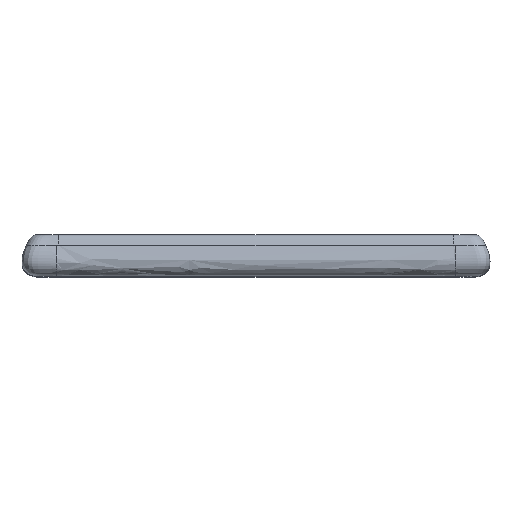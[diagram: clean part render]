
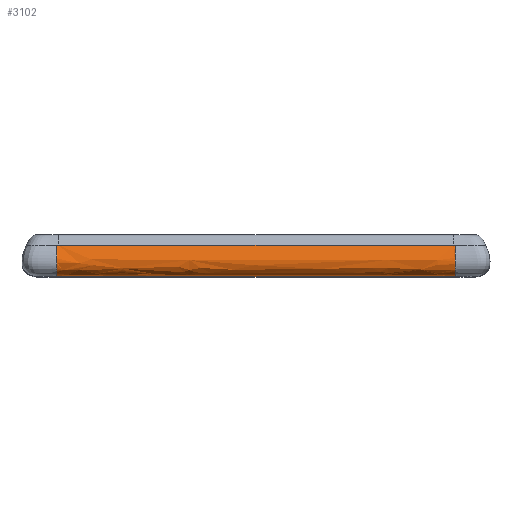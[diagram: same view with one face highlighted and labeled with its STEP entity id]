
A CAD part, top view. The second image highlights one B-rep face of the part: STEP entity #3102.
In plain terms, the highlighted free-form (B-spline) face has degree [3, 1] with [5, 2] control points.
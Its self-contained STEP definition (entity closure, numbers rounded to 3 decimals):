
#151 = B_SPLINE_CURVE_WITH_KNOTS ( 'NONE', 3,
 ( #188, #10281, #11406, #4701, #12532 ),
 .UNSPECIFIED., .F., .F.,
 ( 4, 1, 4 ),
 ( 0.103, 0.95, 0.97 ),
 .UNSPECIFIED. ) ;
#188 = CARTESIAN_POINT ( 'NONE',  ( -7.6, 3., 44.957 ) ) ;
#278 = EDGE_CURVE ( 'NONE', #11973, #914, #12681, .T. ) ;
#686 = CARTESIAN_POINT ( 'NONE',  ( -7.6, 0.017, 44.692 ) ) ;
#728 = ORIENTED_EDGE ( 'NONE', *, *, #7862, .F. ) ;
#733 = CARTESIAN_POINT ( 'NONE',  ( -7.6, 3., 44.956 ) ) ;
#874 = EDGE_LOOP ( 'NONE', ( #11760, #3064, #9358, #5306, #728, #2871 ) ) ;
#914 = VERTEX_POINT ( 'NONE', #13371 ) ;
#1109 = FACE_OUTER_BOUND ( 'NONE', #874, .T. ) ;
#1119 = EDGE_CURVE ( 'NONE', #2464, #914, #151, .T. ) ;
#1700 = CARTESIAN_POINT ( 'NONE',  ( 30.6, 1.237, 45.403 ) ) ;
#1808 = CARTESIAN_POINT ( 'NONE',  ( 30.6, 0.402, 45.004 ) ) ;
#1846 = CARTESIAN_POINT ( 'NONE',  ( -7.4, 3., 44.956 ) ) ;
#1861 = CARTESIAN_POINT ( 'NONE',  ( 30.6, 0.143, 44.56 ) ) ;
#1906 = CARTESIAN_POINT ( 'NONE',  ( 30.6, 1.751, 45.381 ) ) ;
#2342 = CARTESIAN_POINT ( 'NONE',  ( -7.6, 3., 44.957 ) ) ;
#2464 = VERTEX_POINT ( 'NONE', #2342 ) ;
#2627 = CARTESIAN_POINT ( 'NONE',  ( -7.4, 3., 44.956 ) ) ;
#2871 = ORIENTED_EDGE ( 'NONE', *, *, #1119, .T. ) ;
#2929 = CARTESIAN_POINT ( 'NONE',  ( -7.6, 0.517, 46.145 ) ) ;
#3039 = CARTESIAN_POINT ( 'NONE',  ( 30.6, 2.432, 45.198 ) ) ;
#3064 = ORIENTED_EDGE ( 'NONE', *, *, #7470, .F. ) ;
#3076 = CARTESIAN_POINT ( 'NONE',  ( 30.4, 3., 44.956 ) ) ;
#3102 = ADVANCED_FACE ( 'NONE', ( #1109 ), #10534, .T. ) ;
#3216 = CARTESIAN_POINT ( 'NONE',  ( -7.6, 0., 43.7 ) ) ;
#3649 = CARTESIAN_POINT ( 'NONE',  ( -7.584, 3., 44.956 ) ) ;
#3692 = CARTESIAN_POINT ( 'NONE',  ( -7.567, 3., 44.956 ) ) ;
#3836 = CARTESIAN_POINT ( 'NONE',  ( -7.6, 3., 44.957 ) ) ;
#3967 = CARTESIAN_POINT ( 'NONE',  ( 30.6, 0.197, 44.685 ) ) ;
#4017 = CARTESIAN_POINT ( 'NONE',  ( 30.6, 1.076, 45.381 ) ) ;
#4119 = CARTESIAN_POINT ( 'NONE',  ( 30.6, 3., 44.956 ) ) ;
#4610 = LINE ( 'NONE', #1846, #13195 ) ;
#4701 = CARTESIAN_POINT ( 'NONE',  ( -7.6, 0.001, 43.722 ) ) ;
#4779 = CARTESIAN_POINT ( 'NONE',  ( -7.533, 3., 44.956 ) ) ;
#5096 = CARTESIAN_POINT ( 'NONE',  ( 30.6, 2.596, 45.135 ) ) ;
#5152 = CARTESIAN_POINT ( 'NONE',  ( 30.6, 2.265, 45.255 ) ) ;
#5206 = CARTESIAN_POINT ( 'NONE',  ( 30.6, 0.002, 43.796 ) ) ;
#5306 = ORIENTED_EDGE ( 'NONE', *, *, #12383, .F. ) ;
#5352 = VERTEX_POINT ( 'NONE', #10748 ) ;
#6169 = CARTESIAN_POINT ( 'NONE',  ( 30.6, 2.786, 45.056 ) ) ;
#6267 = CARTESIAN_POINT ( 'NONE',  ( 30.6, 0.001, 43.722 ) ) ;
#6274 = CARTESIAN_POINT ( 'NONE',  ( 30.6, 0.026, 44.087 ) ) ;
#6582 = CARTESIAN_POINT ( 'NONE',  ( 30.6, 0., 43.7 ) ) ;
#7006 = VERTEX_POINT ( 'NONE', #2627 ) ;
#7285 = CARTESIAN_POINT ( 'NONE',  ( 30.6, 1.925, 45.348 ) ) ;
#7384 = CARTESIAN_POINT ( 'NONE',  ( 30.6, 0.289, 44.851 ) ) ;
#7470 = EDGE_CURVE ( 'NONE', #5352, #11973, #8092, .T. ) ;
#7488 = CARTESIAN_POINT ( 'NONE',  ( 30.6, 2.92, 44.995 ) ) ;
#7519 = CARTESIAN_POINT ( 'NONE',  ( 30.6, 3., 44.957 ) ) ;
#7862 = EDGE_CURVE ( 'NONE', #2464, #7006, #10091, .T. ) ;
#8092 = B_SPLINE_CURVE_WITH_KNOTS ( 'NONE', 3,
 ( #12014, #7488, #6169, #5096, #3039, #5152, #13995, #7285, #1906, #8408, #8569, #11804, #11858, #1700, #14103, #4017, #8520, #14151, #8619, #11956, #1808, #9601, #7384, #9549, #3967, #1861, #13081, #12975, #6274, #12923, #5206, #14198, #9651 ),
 .UNSPECIFIED., .F., .F.,
 ( 4, 1, 1, 1, 1, 1, 1, 1, 1, 1, 1, 1, 1, 1, 1, 1, 1, 1, 1, 1, 1, 1, 1, 1, 1, 1, 1, 1, 1, 1, 4 ),
 ( 0.211, 0.26, 0.293, 0.325, 0.358, 0.39, 0.423, 0.455, 0.488, 0.504, 0.52, 0.535, 0.55, 0.565, 0.58, 0.595, 0.61, 0.64, 0.7, 0.73, 0.745, 0.76, 0.775, 0.79, 0.82, 0.85, 0.88, 0.91, 0.94, 0.97, 0.982 ),
 .UNSPECIFIED. ) ;
#8232 = CARTESIAN_POINT ( 'NONE',  ( -7.45, 3., 44.956 ) ) ;
#8408 = CARTESIAN_POINT ( 'NONE',  ( 30.6, 1.605, 45.399 ) ) ;
#8520 = CARTESIAN_POINT ( 'NONE',  ( 30.6, 0.997, 45.364 ) ) ;
#8569 = CARTESIAN_POINT ( 'NONE',  ( 30.6, 1.488, 45.407 ) ) ;
#8619 = CARTESIAN_POINT ( 'NONE',  ( 30.6, 0.715, 45.264 ) ) ;
#9358 = ORIENTED_EDGE ( 'NONE', *, *, #9824, .T. ) ;
#9549 = CARTESIAN_POINT ( 'NONE',  ( 30.6, 0.247, 44.781 ) ) ;
#9593 = CARTESIAN_POINT ( 'NONE',  ( 30.6, 0., 43.7 ) ) ;
#9601 = CARTESIAN_POINT ( 'NONE',  ( 30.6, 0.335, 44.918 ) ) ;
#9651 = CARTESIAN_POINT ( 'NONE',  ( 30.6, 0., 43.7 ) ) ;
#9824 = EDGE_CURVE ( 'NONE', #5352, #10196, #14013, .T. ) ;
#10091 = B_SPLINE_CURVE_WITH_KNOTS ( 'NONE', 3,
 ( #3836, #3649, #3692, #4779, #11487, #8232, #13821, #12608 ),
 .UNSPECIFIED., .F., .F.,
 ( 4, 1, 1, 1, 1, 4 ),
 ( 0., 0.239, 0.25, 0.5, 0.75, 1. ),
 .UNSPECIFIED. ) ;
#10196 = VERTEX_POINT ( 'NONE', #10353 ) ;
#10281 = CARTESIAN_POINT ( 'NONE',  ( -7.6, 0.517, 46.145 ) ) ;
#10353 = CARTESIAN_POINT ( 'NONE',  ( 30.4, 3., 44.956 ) ) ;
#10534 = B_SPLINE_SURFACE_WITH_KNOTS ( 'NONE', 3, 1, ( 
 ( #14040, #9593 ),
 ( #12967, #6267 ),
 ( #686, #14096 ),
 ( #2929, #14144 ),
 ( #733, #4119 ) ),
 .UNSPECIFIED., .F., .F., .F.,
 ( 4, 1, 4 ),
 ( 2, 2 ),
 ( 0., 0.02, 0.867 ),
 ( 0., 1. ),
 .UNSPECIFIED. ) ;
#10748 = CARTESIAN_POINT ( 'NONE',  ( 30.6, 3., 44.957 ) ) ;
#11298 = DIRECTION ( 'NONE',  ( -1., 0., 0. ) ) ;
#11310 = VECTOR ( 'NONE', #11298, 1000. ) ;
#11406 = CARTESIAN_POINT ( 'NONE',  ( -7.6, 0.017, 44.692 ) ) ;
#11487 = CARTESIAN_POINT ( 'NONE',  ( -7.499, 3., 44.956 ) ) ;
#11760 = ORIENTED_EDGE ( 'NONE', *, *, #278, .F. ) ;
#11804 = CARTESIAN_POINT ( 'NONE',  ( 30.6, 1.402, 45.41 ) ) ;
#11858 = CARTESIAN_POINT ( 'NONE',  ( 30.6, 1.319, 45.408 ) ) ;
#11939 = DIRECTION ( 'NONE',  ( 1., 0., 0. ) ) ;
#11956 = CARTESIAN_POINT ( 'NONE',  ( 30.6, 0.533, 45.142 ) ) ;
#11973 = VERTEX_POINT ( 'NONE', #6582 ) ;
#12014 = CARTESIAN_POINT ( 'NONE',  ( 30.6, 3., 44.957 ) ) ;
#12383 = EDGE_CURVE ( 'NONE', #7006, #10196, #4610, .T. ) ;
#12532 = CARTESIAN_POINT ( 'NONE',  ( -7.6, 0., 43.7 ) ) ;
#12608 = CARTESIAN_POINT ( 'NONE',  ( -7.4, 3., 44.956 ) ) ;
#12681 = LINE ( 'NONE', #3216, #11310 ) ;
#12923 = CARTESIAN_POINT ( 'NONE',  ( 30.6, 0.009, 43.925 ) ) ;
#12967 = CARTESIAN_POINT ( 'NONE',  ( -7.6, 0.001, 43.722 ) ) ;
#12975 = CARTESIAN_POINT ( 'NONE',  ( 30.6, 0.054, 44.248 ) ) ;
#13081 = CARTESIAN_POINT ( 'NONE',  ( 30.6, 0.093, 44.406 ) ) ;
#13195 = VECTOR ( 'NONE', #11939, 1000. ) ;
#13371 = CARTESIAN_POINT ( 'NONE',  ( -7.6, 0., 43.7 ) ) ;
#13821 = CARTESIAN_POINT ( 'NONE',  ( -7.417, 3., 44.956 ) ) ;
#13995 = CARTESIAN_POINT ( 'NONE',  ( 30.6, 2.096, 45.305 ) ) ;
#14013 = B_SPLINE_CURVE_WITH_KNOTS ( 'NONE', 1,
 ( #7519, #3076 ),
 .UNSPECIFIED., .F., .F.,
 ( 2, 2 ),
 ( 0., 1. ),
 .UNSPECIFIED. ) ;
#14040 = CARTESIAN_POINT ( 'NONE',  ( -7.6, 0., 43.7 ) ) ;
#14096 = CARTESIAN_POINT ( 'NONE',  ( 30.6, 0.017, 44.692 ) ) ;
#14103 = CARTESIAN_POINT ( 'NONE',  ( 30.6, 1.157, 45.394 ) ) ;
#14144 = CARTESIAN_POINT ( 'NONE',  ( 30.6, 0.517, 46.145 ) ) ;
#14151 = CARTESIAN_POINT ( 'NONE',  ( 30.6, 0.892, 45.334 ) ) ;
#14198 = CARTESIAN_POINT ( 'NONE',  ( 30.6, 0.001, 43.721 ) ) ;
